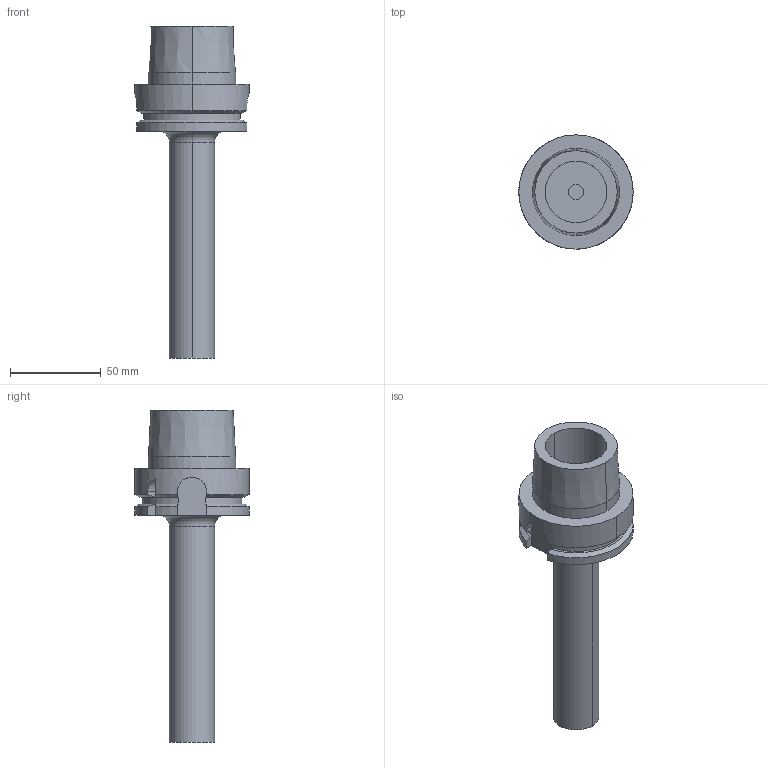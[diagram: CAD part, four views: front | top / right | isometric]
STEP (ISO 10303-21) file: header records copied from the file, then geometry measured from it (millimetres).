
FILE_DESCRIPTION((''),'2;1');
FILE_NAME('8419842537','2022-12-07T12:29:23',('thiemer'),(''),'CREO PARAMETRIC BY PTC INC, 2021164','CREO PARAMETRIC BY PTC INC, 2021164','');
FILE_SCHEMA(('AP242_MANAGED_MODEL_BASED_3D_ENGINEERING_MIM_LF { 1 0 10303 442 1 1 4 }'));
Length unit declared in the file: millimetre
Products named in the file (1): 8419842537
Bounding box: 63 x 63 x 183 mm (x, y, z)
Volume: 162002.6 mm3; surface area: 30608.8 mm2
Topology: 1 solids, 1 shells, 54 faces, 140 edges, 92 vertices
Faces by surface type: plane 25, cylinder 19, cone 8, torus 2
Entity records: 2455 total; most frequent: CARTESIAN_POINT 413, DIRECTION 320, ORIENTED_EDGE 280, PRESENTATION_STYLE_ASSIGNMENT 150, STYLED_ITEM 150, CURVE_STYLE 149, EDGE_CURVE 140, AXIS2_PLACEMENT_3D 120
